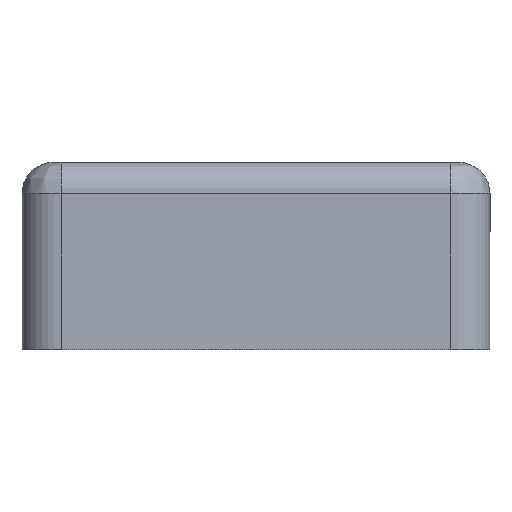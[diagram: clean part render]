
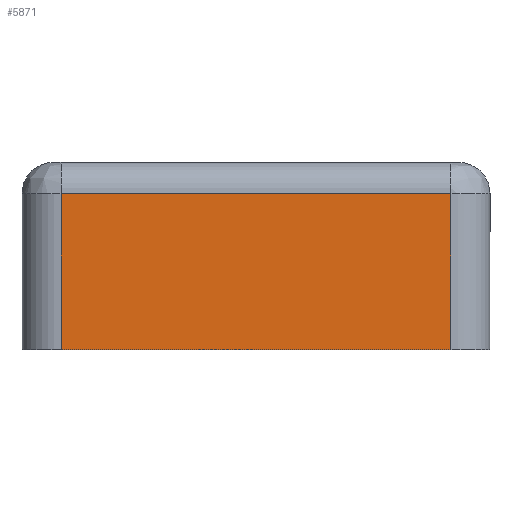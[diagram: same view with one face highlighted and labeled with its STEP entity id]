
A CAD part, front view. The second image highlights one B-rep face of the part: STEP entity #5871.
In plain terms, the highlighted planar face has unit normal (0, -1, 0).
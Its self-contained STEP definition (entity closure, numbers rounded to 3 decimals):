
#264 = DIRECTION ( 'NONE',  ( 1., 0., 0. ) ) ;
#1151 = DIRECTION ( 'NONE',  ( 0., 0., 1. ) ) ;
#1188 = LINE ( 'NONE', #7467, #4904 ) ;
#1200 = VERTEX_POINT ( 'NONE', #3699 ) ;
#1221 = VECTOR ( 'NONE', #1151, 1000. ) ;
#1644 = FACE_OUTER_BOUND ( 'NONE', #2354, .T. ) ;
#1831 = VERTEX_POINT ( 'NONE', #5992 ) ;
#1974 = VECTOR ( 'NONE', #8872, 1000. ) ;
#2189 = DIRECTION ( 'NONE',  ( 0., 1., 0. ) ) ;
#2354 = EDGE_LOOP ( 'NONE', ( #5405, #7830, #8064, #8848 ) ) ;
#3285 = LINE ( 'NONE', #6219, #6944 ) ;
#3699 = CARTESIAN_POINT ( 'NONE',  ( -12.5, -30., 10. ) ) ;
#4904 = VECTOR ( 'NONE', #8913, 1000. ) ;
#5183 = LINE ( 'NONE', #5531, #1221 ) ;
#5318 = VERTEX_POINT ( 'NONE', #6738 ) ;
#5405 = ORIENTED_EDGE ( 'NONE', *, *, #7694, .F. ) ;
#5531 = CARTESIAN_POINT ( 'NONE',  ( -12.5, -30., 12. ) ) ;
#5615 = VERTEX_POINT ( 'NONE', #8200 ) ;
#5619 = EDGE_CURVE ( 'NONE', #1831, #5318, #1188, .T. ) ;
#5871 = ADVANCED_FACE ( 'NONE', ( #1644 ), #7296, .F. ) ;
#5992 = CARTESIAN_POINT ( 'NONE',  ( 12.5, -30., 0. ) ) ;
#6219 = CARTESIAN_POINT ( 'NONE',  ( -15., -30., 10. ) ) ;
#6595 = CARTESIAN_POINT ( 'NONE',  ( -15., -30., 12. ) ) ;
#6738 = CARTESIAN_POINT ( 'NONE',  ( -12.5, -30., 0. ) ) ;
#6944 = VECTOR ( 'NONE', #264, 1000. ) ;
#6973 = AXIS2_PLACEMENT_3D ( 'NONE', #6595, #2189, #7325 ) ;
#7296 = PLANE ( 'NONE',  #6973 ) ;
#7325 = DIRECTION ( 'NONE',  ( 0., 0., 1. ) ) ;
#7417 = EDGE_CURVE ( 'NONE', #5615, #1831, #7636, .T. ) ;
#7467 = CARTESIAN_POINT ( 'NONE',  ( 15., -30., 0. ) ) ;
#7636 = LINE ( 'NONE', #8169, #1974 ) ;
#7694 = EDGE_CURVE ( 'NONE', #1200, #5615, #3285, .T. ) ;
#7830 = ORIENTED_EDGE ( 'NONE', *, *, #9058, .F. ) ;
#8064 = ORIENTED_EDGE ( 'NONE', *, *, #5619, .F. ) ;
#8169 = CARTESIAN_POINT ( 'NONE',  ( 12.5, -30., 12. ) ) ;
#8200 = CARTESIAN_POINT ( 'NONE',  ( 12.5, -30., 10. ) ) ;
#8848 = ORIENTED_EDGE ( 'NONE', *, *, #7417, .F. ) ;
#8872 = DIRECTION ( 'NONE',  ( 0., 0., -1. ) ) ;
#8913 = DIRECTION ( 'NONE',  ( -1., 0., 0. ) ) ;
#9058 = EDGE_CURVE ( 'NONE', #5318, #1200, #5183, .T. ) ;
